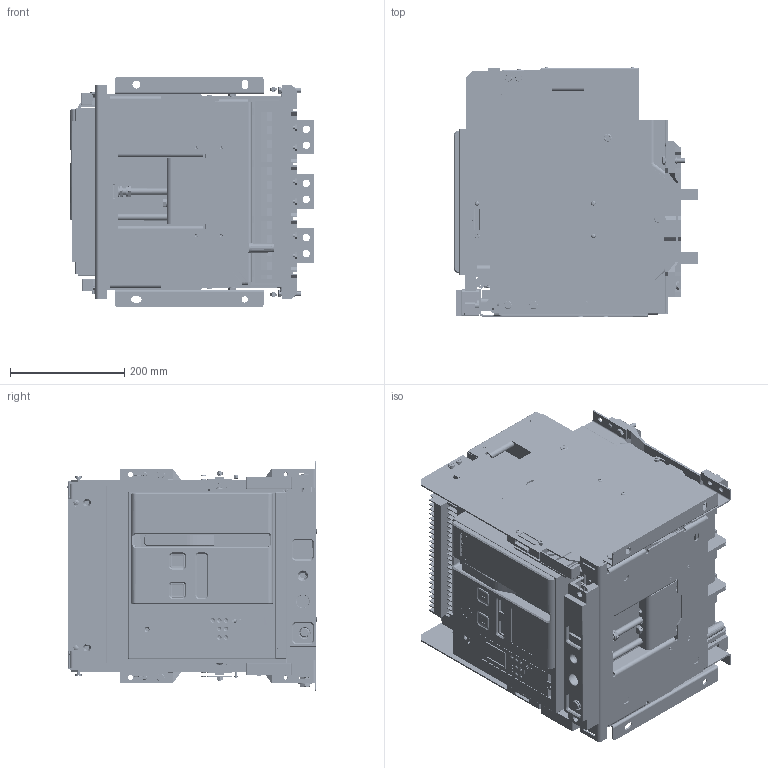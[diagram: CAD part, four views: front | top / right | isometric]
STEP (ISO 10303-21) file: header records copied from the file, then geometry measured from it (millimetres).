
FILE_DESCRIPTION((''),'2;1');
FILE_NAME('CDW3_2000H_3P_CT','2022-03-03T',('li.xiong'),(''),'PRO/ENGINEER BY PARAMETRIC TECHNOLOGY CORPORATION, 2015440','PRO/ENGINEER BY PARAMETRIC TECHNOLOGY CORPORATION, 2015440','');
FILE_SCHEMA(('CONFIG_CONTROL_DESIGN'));
Products named in the file (1): CDW3_2000H_3P_CT
Bounding box: 429 x 439.28 x 405 mm (x, y, z)
Volume: 43091343.3 mm3; surface area: 2485899 mm2
Topology: 49 solids, 49 shells, 7832 faces, 21851 edges, 14233 vertices
Faces by surface type: plane 4575, cylinder 2181, cone 630, torus 298, bspline 85, sphere 44, extrusion 19
Entity records: 266977 total; most frequent: CARTESIAN_POINT 63037, ORIENTED_EDGE 43596, DIRECTION 41533, EDGE_CURVE 21798, VERTEX_POINT 14233, VECTOR 14187, LINE 14168, AXIS2_PLACEMENT_3D 13673
